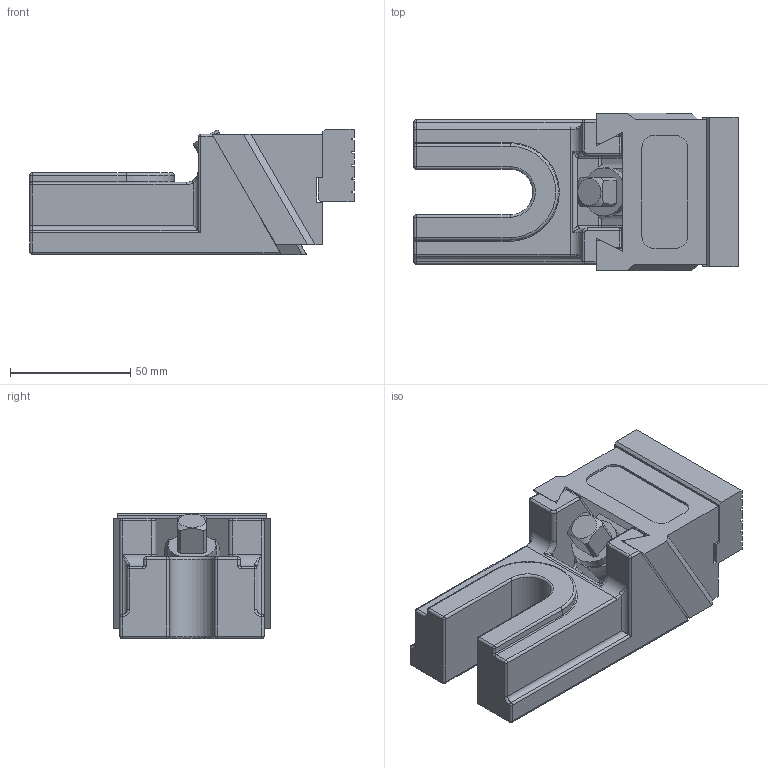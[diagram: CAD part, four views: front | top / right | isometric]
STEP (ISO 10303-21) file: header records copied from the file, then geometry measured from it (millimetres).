
FILE_DESCRIPTION(/* description */ (''),/* implementation_level */ '2;1');
FILE_NAME(/* name */ '346000_Mordaza.stp',/* time_stamp */ '2014-06-04T11:05:18+02:00',/* author */ (''),/* organization */ (''),/* preprocessor_version */ 'ST-DEVELOPER v15',/* originating_system */ 'SIEMENS PLM Software NX 9.0',/* authorisation */ '');
FILE_SCHEMA (('CONFIG_CONTROL_DESIGN'));
Length unit declared in the file: millimetre
Products named in the file (1): 346000_Mordaza
Bounding box: 134.83 x 65.5 x 52 mm (x, y, z)
Volume: 248053.1 mm3; surface area: 60040.4 mm2
Topology: 8 solids, 8 shells, 336 faces, 836 edges, 507 vertices
Faces by surface type: plane 155, cylinder 117, torus 23, sphere 18, cone 13, bspline 10
Full cylindrical faces by diameter (mm): 2 x2, 6.985 x2, 7.794 x2, 8.5 x2, 11 x1, 11.5 x1, 12 x4, 14 x3, 14.3 x1, 15 x2, 15.3 x1, 20 x1
Entity records: 9847 total; most frequent: CARTESIAN_POINT 1950, DIRECTION 1713, ORIENTED_EDGE 1530, EDGE_CURVE 765, AXIS2_PLACEMENT_3D 644, VERTEX_POINT 495, LINE 425, VECTOR 425
